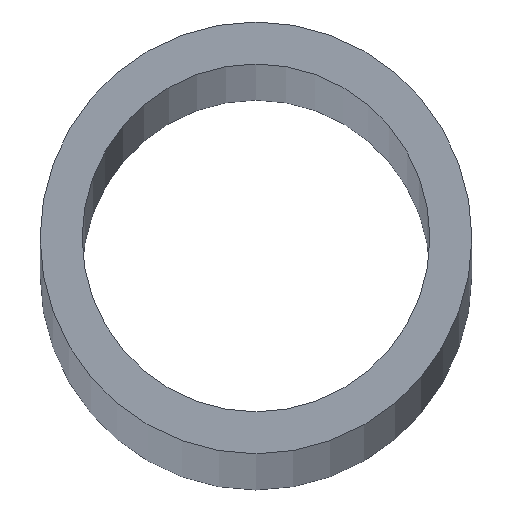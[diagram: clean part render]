
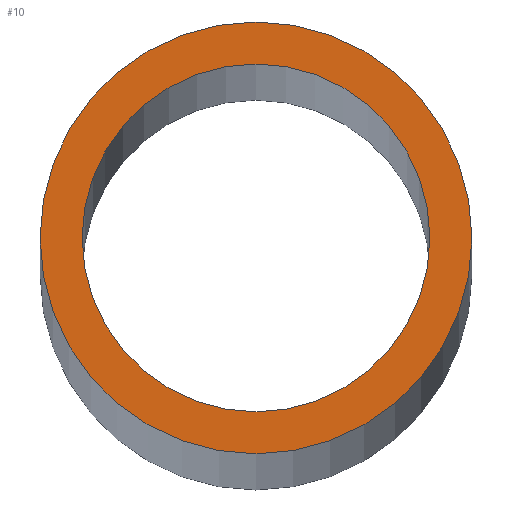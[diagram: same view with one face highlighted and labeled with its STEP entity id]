
A CAD part, top view. The second image highlights one B-rep face of the part: STEP entity #10.
In plain terms, the highlighted planar face has unit normal (0, 0, 1).
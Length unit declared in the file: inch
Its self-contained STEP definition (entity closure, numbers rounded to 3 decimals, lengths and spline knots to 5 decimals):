
#10 = ADVANCED_FACE ( 'NONE', ( #161, #53 ), #35, .T. ) ;
#14 = DIRECTION ( 'NONE',  ( 1., 0., 0. ) ) ;
#24 = AXIS2_PLACEMENT_3D ( 'NONE', #59, #120, #162 ) ;
#33 = CIRCLE ( 'NONE', #130, 1.812 ) ;
#35 = PLANE ( 'NONE',  #225 ) ;
#38 = ORIENTED_EDGE ( 'NONE', *, *, #155, .T. ) ;
#46 = EDGE_CURVE ( 'NONE', #202, #106, #112, .T. ) ;
#49 = DIRECTION ( 'NONE',  ( 1., 0., 0. ) ) ;
#53 = FACE_BOUND ( 'NONE', #100, .T. ) ;
#54 = EDGE_CURVE ( 'NONE', #110, #176, #33, .T. ) ;
#59 = CARTESIAN_POINT ( 'NONE',  ( 0., 0., 216. ) ) ;
#67 = CIRCLE ( 'NONE', #24, 1.812 ) ;
#69 = ORIENTED_EDGE ( 'NONE', *, *, #46, .T. ) ;
#71 = ORIENTED_EDGE ( 'NONE', *, *, #150, .F. ) ;
#82 = CARTESIAN_POINT ( 'NONE',  ( -2.25, 0., 216. ) ) ;
#97 = CARTESIAN_POINT ( 'NONE',  ( 0., 0., 216. ) ) ;
#99 = DIRECTION ( 'NONE',  ( 1., 0., 0. ) ) ;
#100 = EDGE_LOOP ( 'NONE', ( #128, #71 ) ) ;
#102 = CARTESIAN_POINT ( 'NONE',  ( 1.812, 0., 216. ) ) ;
#106 = VERTEX_POINT ( 'NONE', #230 ) ;
#110 = VERTEX_POINT ( 'NONE', #133 ) ;
#112 = CIRCLE ( 'NONE', #251, 2.25 ) ;
#120 = DIRECTION ( 'NONE',  ( 0., 0., 1. ) ) ;
#128 = ORIENTED_EDGE ( 'NONE', *, *, #54, .F. ) ;
#130 = AXIS2_PLACEMENT_3D ( 'NONE', #246, #147, #14 ) ;
#133 = CARTESIAN_POINT ( 'NONE',  ( -1.812, 0., 216. ) ) ;
#147 = DIRECTION ( 'NONE',  ( 0., 0., 1. ) ) ;
#148 = DIRECTION ( 'NONE',  ( 0., 0., 1. ) ) ;
#149 = DIRECTION ( 'NONE',  ( 0., 0., 1. ) ) ;
#150 = EDGE_CURVE ( 'NONE', #176, #110, #67, .T. ) ;
#155 = EDGE_CURVE ( 'NONE', #106, #202, #210, .T. ) ;
#161 = FACE_OUTER_BOUND ( 'NONE', #189, .T. ) ;
#162 = DIRECTION ( 'NONE',  ( 1., 0., 0. ) ) ;
#176 = VERTEX_POINT ( 'NONE', #102 ) ;
#186 = CARTESIAN_POINT ( 'NONE',  ( 0., 0., 216. ) ) ;
#187 = CARTESIAN_POINT ( 'NONE',  ( 0., 0., 216. ) ) ;
#188 = DIRECTION ( 'NONE',  ( 1., 0., 0. ) ) ;
#189 = EDGE_LOOP ( 'NONE', ( #69, #38 ) ) ;
#202 = VERTEX_POINT ( 'NONE', #82 ) ;
#210 = CIRCLE ( 'NONE', #250, 2.25 ) ;
#225 = AXIS2_PLACEMENT_3D ( 'NONE', #97, #148, #49 ) ;
#230 = CARTESIAN_POINT ( 'NONE',  ( 2.25, 0., 216. ) ) ;
#246 = CARTESIAN_POINT ( 'NONE',  ( 0., 0., 216. ) ) ;
#247 = DIRECTION ( 'NONE',  ( 0., 0., 1. ) ) ;
#250 = AXIS2_PLACEMENT_3D ( 'NONE', #187, #149, #188 ) ;
#251 = AXIS2_PLACEMENT_3D ( 'NONE', #186, #247, #99 ) ;
